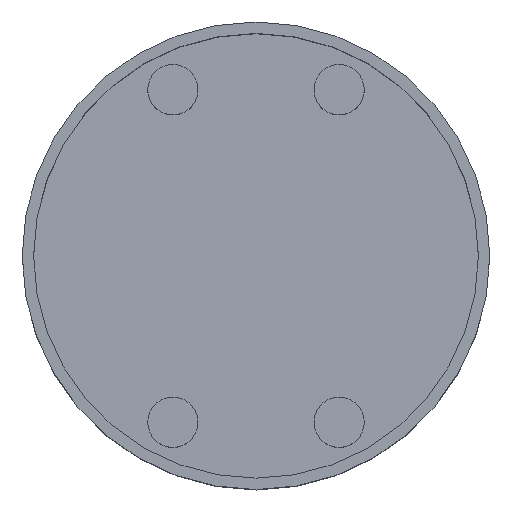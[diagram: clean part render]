
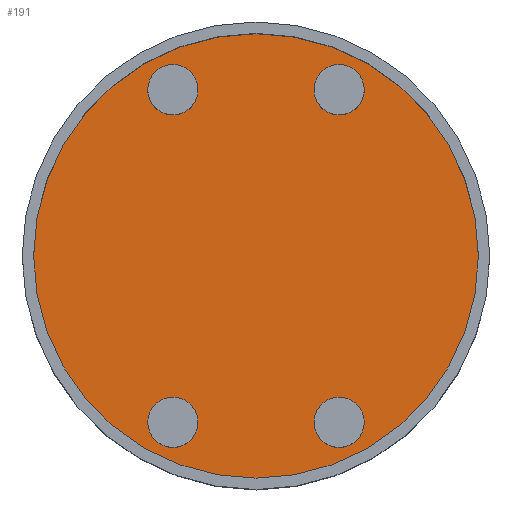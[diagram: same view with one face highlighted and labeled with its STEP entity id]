
A CAD part, top view. The second image highlights one B-rep face of the part: STEP entity #191.
In plain terms, the highlighted planar face has unit normal (0, 0, 1).
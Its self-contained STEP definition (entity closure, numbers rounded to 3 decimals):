
#38=FACE_BOUND('',#74,.T.);
#39=FACE_BOUND('',#75,.T.);
#40=FACE_BOUND('',#76,.T.);
#41=FACE_BOUND('',#77,.T.);
#56=FACE_OUTER_BOUND('',#73,.T.);
#73=EDGE_LOOP('',(#164));
#74=EDGE_LOOP('',(#165));
#75=EDGE_LOOP('',(#166));
#76=EDGE_LOOP('',(#167));
#77=EDGE_LOOP('',(#168));
#82=CIRCLE('',#214,2.415);
#84=CIRCLE('',#218,2.415);
#86=CIRCLE('',#222,2.415);
#88=CIRCLE('',#226,2.415);
#90=CIRCLE('',#230,21.4);
#96=VERTEX_POINT('',#316);
#98=VERTEX_POINT('',#323);
#100=VERTEX_POINT('',#330);
#102=VERTEX_POINT('',#337);
#104=VERTEX_POINT('',#344);
#112=EDGE_CURVE('',#96,#96,#82,.T.);
#115=EDGE_CURVE('',#98,#98,#84,.T.);
#118=EDGE_CURVE('',#100,#100,#86,.T.);
#121=EDGE_CURVE('',#102,#102,#88,.T.);
#124=EDGE_CURVE('',#104,#104,#90,.T.);
#164=ORIENTED_EDGE('',*,*,#124,.T.);
#165=ORIENTED_EDGE('',*,*,#112,.T.);
#166=ORIENTED_EDGE('',*,*,#115,.T.);
#167=ORIENTED_EDGE('',*,*,#118,.T.);
#168=ORIENTED_EDGE('',*,*,#121,.T.);
#176=PLANE('',#234);
#191=ADVANCED_FACE('',(#56,#38,#39,#40,#41),#176,.T.);
#214=AXIS2_PLACEMENT_3D('',#318,#255,#256);
#218=AXIS2_PLACEMENT_3D('',#325,#264,#265);
#222=AXIS2_PLACEMENT_3D('',#332,#273,#274);
#226=AXIS2_PLACEMENT_3D('',#339,#282,#283);
#230=AXIS2_PLACEMENT_3D('',#346,#291,#292);
#234=AXIS2_PLACEMENT_3D('',#352,#300,#301);
#255=DIRECTION('center_axis',(0.,0.,-1.));
#256=DIRECTION('ref_axis',(1.,0.,0.));
#264=DIRECTION('center_axis',(0.,0.,-1.));
#265=DIRECTION('ref_axis',(1.,0.,0.));
#273=DIRECTION('center_axis',(0.,0.,-1.));
#274=DIRECTION('ref_axis',(1.,0.,0.));
#282=DIRECTION('center_axis',(0.,0.,-1.));
#283=DIRECTION('ref_axis',(1.,0.,0.));
#291=DIRECTION('center_axis',(0.,0.,1.));
#292=DIRECTION('ref_axis',(1.,0.,0.));
#300=DIRECTION('center_axis',(0.,0.,1.));
#301=DIRECTION('ref_axis',(1.,0.,0.));
#316=CARTESIAN_POINT('',(-10.415,16.,2.));
#318=CARTESIAN_POINT('Origin',(-8.,16.,2.));
#323=CARTESIAN_POINT('',(-10.415,-16.,2.));
#325=CARTESIAN_POINT('Origin',(-8.,-16.,2.));
#330=CARTESIAN_POINT('',(5.585,16.,2.));
#332=CARTESIAN_POINT('Origin',(8.,16.,2.));
#337=CARTESIAN_POINT('',(5.585,-16.,2.));
#339=CARTESIAN_POINT('Origin',(8.,-16.,2.));
#344=CARTESIAN_POINT('',(-21.4,0.,2.));
#346=CARTESIAN_POINT('Origin',(0.,0.,2.));
#352=CARTESIAN_POINT('Origin',(0.,0.,2.));
